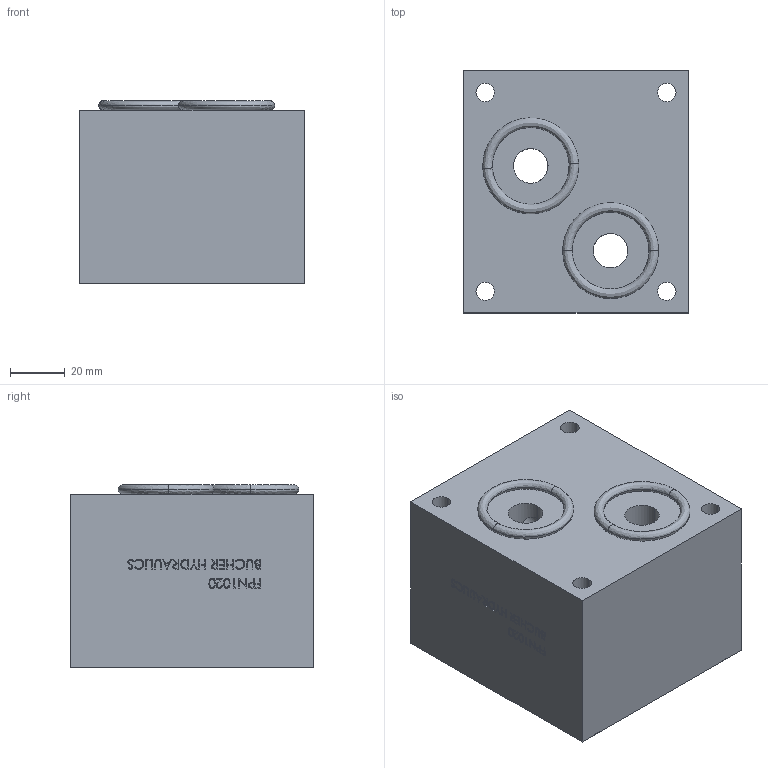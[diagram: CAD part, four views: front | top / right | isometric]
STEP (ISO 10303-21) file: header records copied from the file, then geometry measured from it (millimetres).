
FILE_DESCRIPTION (( 'STEP AP203' ), '1' );
FILE_NAME ('510204910200.STEP', '2024-07-15T16:08:21', ( '' ), ( '' ), 'SwSTEP 2.0', 'SolidWorks 2023', '' );
FILE_SCHEMA (( 'CONFIG_CONTROL_DESIGN' ));
Length unit declared in the file: inch
Products named in the file (1): 510204910200
Bounding box: 82.55 x 88.9 x 67.03 mm (x, y, z)
Volume: 407981 mm3; surface area: 57692.3 mm2
Topology: 4 solids, 4 shells, 566 faces, 1466 edges, 935 vertices
Faces by surface type: plane 253, bspline 127, cone 116, cylinder 70
Entity records: 24324 total; most frequent: CARTESIAN_POINT 11198, ORIENTED_EDGE 2892, DIRECTION 2313, EDGE_CURVE 1446, VERTEX_POINT 935, VECTOR 903, LINE 903, AXIS2_PLACEMENT_3D 705
